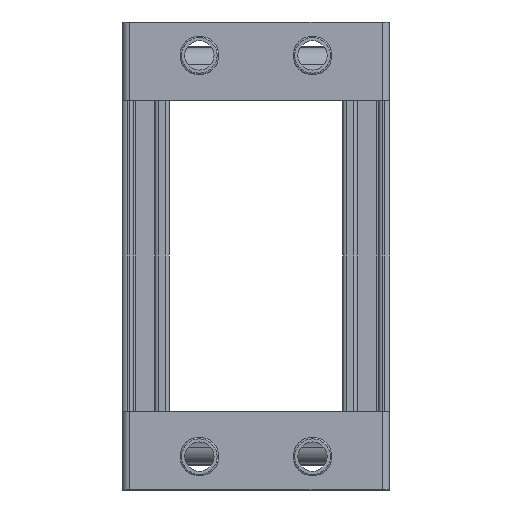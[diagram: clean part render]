
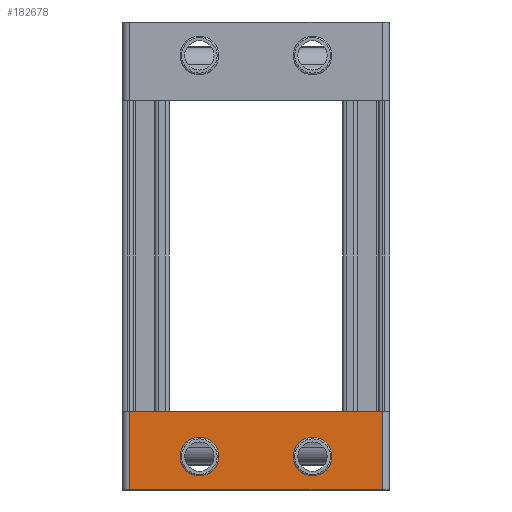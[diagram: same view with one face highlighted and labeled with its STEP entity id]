
A CAD part, left-side view. The second image highlights one B-rep face of the part: STEP entity #182678.
In plain terms, the highlighted planar face has unit normal (-1, 0, 0).
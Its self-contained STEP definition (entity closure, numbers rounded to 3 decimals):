
#3984 = DIRECTION ( 'NONE',  ( 0., 0., 1. ) ) ;
#6214 = CARTESIAN_POINT ( 'NONE',  ( -162.222, 71.389, -47.366 ) ) ;
#11466 = AXIS2_PLACEMENT_3D ( 'NONE', #96982, #95790, #110036 ) ;
#12609 = LINE ( 'NONE', #143319, #25935 ) ;
#12712 = CARTESIAN_POINT ( 'NONE',  ( -162.222, 71.389, -130.327 ) ) ;
#15637 = CIRCLE ( 'NONE', #35546, 3.75 ) ;
#17529 = CARTESIAN_POINT ( 'NONE',  ( -162.222, 84.907, -40.866 ) ) ;
#18762 = DIRECTION ( 'NONE',  ( 1., 0., 0. ) ) ;
#21596 = CARTESIAN_POINT ( 'NONE',  ( -162.222, 120.424, -32.166 ) ) ;
#24869 = DIRECTION ( 'NONE',  ( 1., 0., 0. ) ) ;
#25935 = VECTOR ( 'NONE', #99387, 1000. ) ;
#33398 = LINE ( 'NONE', #174278, #144246 ) ;
#35546 = AXIS2_PLACEMENT_3D ( 'NONE', #125106, #24869, #123903 ) ;
#42109 = DIRECTION ( 'NONE',  ( 0., 0., 1. ) ) ;
#42740 = ORIENTED_EDGE ( 'NONE', *, *, #131604, .T. ) ;
#45247 = VERTEX_POINT ( 'NONE', #94608 ) ;
#46753 = LINE ( 'NONE', #178843, #110894 ) ;
#46860 = ORIENTED_EDGE ( 'NONE', *, *, #83026, .T. ) ;
#46922 = CARTESIAN_POINT ( 'NONE',  ( -162.222, 84.907, -44.616 ) ) ;
#48641 = CARTESIAN_POINT ( 'NONE',  ( -162.222, 106.907, -37.116 ) ) ;
#50585 = DIRECTION ( 'NONE',  ( 0., -1., 0. ) ) ;
#52926 = EDGE_CURVE ( 'NONE', #88065, #128321, #46753, .T. ) ;
#57923 = CARTESIAN_POINT ( 'NONE',  ( -162.222, 106.907, -44.616 ) ) ;
#59322 = DIRECTION ( 'NONE',  ( 0., 0., 1. ) ) ;
#64133 = EDGE_CURVE ( 'NONE', #108770, #45247, #73583, .T. ) ;
#64627 = CARTESIAN_POINT ( 'NONE',  ( -162.222, 71.389, -32.166 ) ) ;
#66613 = ORIENTED_EDGE ( 'NONE', *, *, #174811, .T. ) ;
#66973 = ORIENTED_EDGE ( 'NONE', *, *, #64133, .T. ) ;
#73583 = CIRCLE ( 'NONE', #11466, 3.75 ) ;
#83008 = EDGE_CURVE ( 'NONE', #45247, #108770, #150897, .T. ) ;
#83026 = EDGE_CURVE ( 'NONE', #87879, #175291, #33398, .T. ) ;
#84691 = EDGE_CURVE ( 'NONE', #128321, #175291, #97183, .T. ) ;
#87206 = DIRECTION ( 'NONE',  ( 1., 0., 0. ) ) ;
#87419 = FACE_BOUND ( 'NONE', #101507, .T. ) ;
#87879 = VERTEX_POINT ( 'NONE', #166307 ) ;
#88065 = VERTEX_POINT ( 'NONE', #21596 ) ;
#94608 = CARTESIAN_POINT ( 'NONE',  ( -162.222, 84.907, -37.116 ) ) ;
#95025 = EDGE_LOOP ( 'NONE', ( #99298, #66973 ) ) ;
#95790 = DIRECTION ( 'NONE',  ( 1., 0., 0. ) ) ;
#96982 = CARTESIAN_POINT ( 'NONE',  ( -162.222, 84.907, -40.866 ) ) ;
#97183 = LINE ( 'NONE', #12712, #106094 ) ;
#99298 = ORIENTED_EDGE ( 'NONE', *, *, #83008, .T. ) ;
#99387 = DIRECTION ( 'NONE',  ( 0., 0., 1. ) ) ;
#100319 = DIRECTION ( 'NONE',  ( -1., 0., 0. ) ) ;
#101507 = EDGE_LOOP ( 'NONE', ( #66613, #42740 ) ) ;
#106094 = VECTOR ( 'NONE', #180643, 1000. ) ;
#108770 = VERTEX_POINT ( 'NONE', #46922 ) ;
#110036 = DIRECTION ( 'NONE',  ( 0., 0., 1. ) ) ;
#110894 = VECTOR ( 'NONE', #50585, 1000. ) ;
#118570 = AXIS2_PLACEMENT_3D ( 'NONE', #159665, #87206, #59322 ) ;
#123903 = DIRECTION ( 'NONE',  ( 0., 0., 1. ) ) ;
#124575 = ORIENTED_EDGE ( 'NONE', *, *, #149957, .F. ) ;
#125106 = CARTESIAN_POINT ( 'NONE',  ( -162.222, 106.907, -40.866 ) ) ;
#128321 = VERTEX_POINT ( 'NONE', #64627 ) ;
#129485 = FACE_OUTER_BOUND ( 'NONE', #133330, .T. ) ;
#129699 = VERTEX_POINT ( 'NONE', #48641 ) ;
#131480 = DIRECTION ( 'NONE',  ( 0., -1., 0. ) ) ;
#131604 = EDGE_CURVE ( 'NONE', #150147, #129699, #175701, .T. ) ;
#133330 = EDGE_LOOP ( 'NONE', ( #159112, #124575, #46860, #145209 ) ) ;
#136138 = AXIS2_PLACEMENT_3D ( 'NONE', #157293, #100319, #42109 ) ;
#143319 = CARTESIAN_POINT ( 'NONE',  ( -162.222, 120.424, -42.366 ) ) ;
#144246 = VECTOR ( 'NONE', #131480, 1000. ) ;
#145209 = ORIENTED_EDGE ( 'NONE', *, *, #84691, .F. ) ;
#149957 = EDGE_CURVE ( 'NONE', #87879, #88065, #12609, .T. ) ;
#150147 = VERTEX_POINT ( 'NONE', #57923 ) ;
#150897 = CIRCLE ( 'NONE', #155468, 3.75 ) ;
#155468 = AXIS2_PLACEMENT_3D ( 'NONE', #17529, #18762, #3984 ) ;
#157293 = CARTESIAN_POINT ( 'NONE',  ( -162.222, 121.924, -130.327 ) ) ;
#159112 = ORIENTED_EDGE ( 'NONE', *, *, #52926, .F. ) ;
#159665 = CARTESIAN_POINT ( 'NONE',  ( -162.222, 106.907, -40.866 ) ) ;
#166307 = CARTESIAN_POINT ( 'NONE',  ( -162.222, 120.424, -47.366 ) ) ;
#174278 = CARTESIAN_POINT ( 'NONE',  ( -162.222, 121.924, -47.366 ) ) ;
#174811 = EDGE_CURVE ( 'NONE', #129699, #150147, #15637, .T. ) ;
#175291 = VERTEX_POINT ( 'NONE', #6214 ) ;
#175701 = CIRCLE ( 'NONE', #118570, 3.75 ) ;
#178843 = CARTESIAN_POINT ( 'NONE',  ( -162.222, 95.914, -32.166 ) ) ;
#180608 = FACE_BOUND ( 'NONE', #95025, .T. ) ;
#180643 = DIRECTION ( 'NONE',  ( 0., 0., -1. ) ) ;
#182678 = ADVANCED_FACE ( 'NONE', ( #129485, #180608, #87419 ), #183381, .T. ) ;
#183381 = PLANE ( 'NONE',  #136138 ) ;
